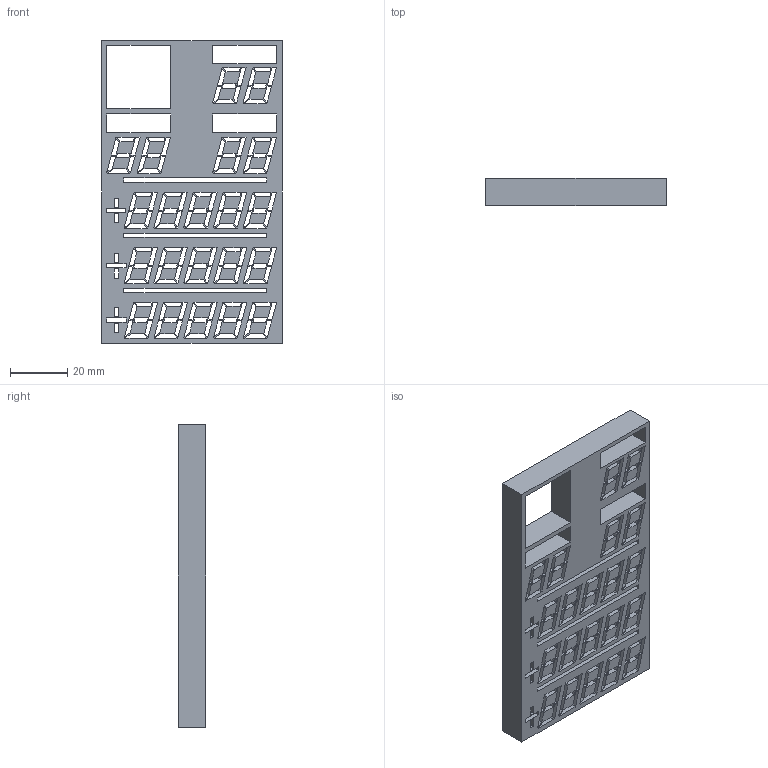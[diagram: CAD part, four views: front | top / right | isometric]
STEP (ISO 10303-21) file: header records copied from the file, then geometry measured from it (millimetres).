
FILE_DESCRIPTION(/* description */ (''),/* implementation_level */ '2;1');
FILE_NAME(/* name */ 'LED-light-guide.step',/* time_stamp */ '2021-01-16T11:00:22-06:00',/* author */ (''),/* organization */ (''),/* preprocessor_version */ 'ST-DEVELOPER v18.1',/* originating_system */ 'Autodesk Translation Framework v9.7.1.1290',/* authorisation */ '');
FILE_SCHEMA (('AUTOMOTIVE_DESIGN { 1 0 10303 214 3 1 1 }'));
Length unit declared in the file: millimetre
Products named in the file (1): LED-light-guide
Bounding box: 63 x 9.53 x 106 mm (x, y, z)
Volume: 39966.4 mm3; surface area: 38553.3 mm2
Topology: 1 solids, 1 shells, 658 faces, 1968 edges, 1312 vertices
Faces by surface type: plane 656, bspline 2
Entity records: 22369 total; most frequent: CARTESIAN_POINT 3965, ORIENTED_EDGE 3936, DIRECTION 3278, EDGE_CURVE 1968, LINE 1964, VECTOR 1964, VERTEX_POINT 1312, EDGE_LOOP 984
